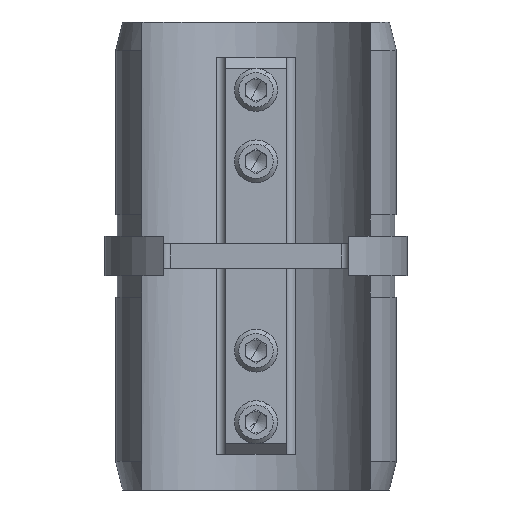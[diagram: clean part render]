
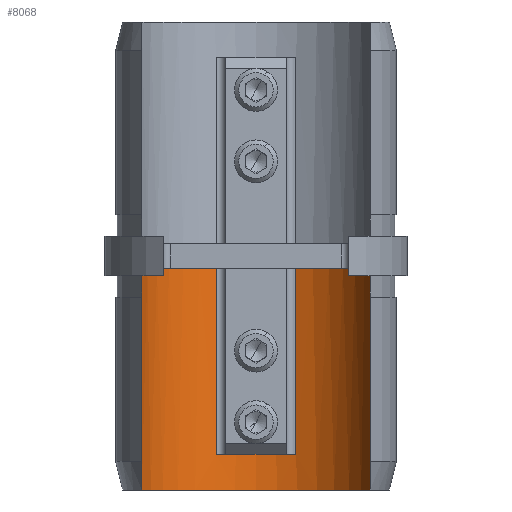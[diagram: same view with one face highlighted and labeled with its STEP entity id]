
A CAD part, front view. The second image highlights one B-rep face of the part: STEP entity #8068.
In plain terms, the highlighted cylindrical face has radius 17 mm (diameter 34 mm), a partial arc.
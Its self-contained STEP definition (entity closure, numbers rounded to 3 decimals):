
#34 = CARTESIAN_POINT ( 'NONE',  ( 0., 0., -1.7 ) ) ;
#226 = CARTESIAN_POINT ( 'NONE',  ( 0., 0., -1.7 ) ) ;
#365 = EDGE_CURVE ( 'NONE', #13380, #10861, #14120, .T. ) ;
#652 = CIRCLE ( 'NONE', #16689, 17. ) ;
#748 = CARTESIAN_POINT ( 'NONE',  ( 17., 0., -32.75 ) ) ;
#1323 = EDGE_CURVE ( 'NONE', #10861, #14779, #652, .T. ) ;
#1897 = CARTESIAN_POINT ( 'NONE',  ( -5.578, 16.059, -32.75 ) ) ;
#2058 = ORIENTED_EDGE ( 'NONE', *, *, #365, .F. ) ;
#2533 = CYLINDRICAL_SURFACE ( 'NONE', #7507, 17. ) ;
#2957 = VERTEX_POINT ( 'NONE', #748 ) ;
#3244 = DIRECTION ( 'NONE',  ( 1., 0., 0. ) ) ;
#3287 = VERTEX_POINT ( 'NONE', #8986 ) ;
#3364 = ORIENTED_EDGE ( 'NONE', *, *, #10069, .T. ) ;
#4233 = ORIENTED_EDGE ( 'NONE', *, *, #5493, .F. ) ;
#4743 = CARTESIAN_POINT ( 'NONE',  ( 0., 0., -27.75 ) ) ;
#4863 = DIRECTION ( 'NONE',  ( 0., 0., -1. ) ) ;
#4870 = CARTESIAN_POINT ( 'NONE',  ( 0., 0., -32.75 ) ) ;
#5147 = LINE ( 'NONE', #1897, #10361 ) ;
#5187 = DIRECTION ( 'NONE',  ( 0., 0., -1. ) ) ;
#5188 = VERTEX_POINT ( 'NONE', #13815 ) ;
#5493 = EDGE_CURVE ( 'NONE', #5188, #8571, #10293, .T. ) ;
#5507 = LINE ( 'NONE', #20353, #19970 ) ;
#6001 = DIRECTION ( 'NONE',  ( 0., 0., 1. ) ) ;
#6299 = EDGE_CURVE ( 'NONE', #17514, #13380, #19798, .T. ) ;
#6577 = DIRECTION ( 'NONE',  ( 1., 0., 0. ) ) ;
#6918 = LINE ( 'NONE', #8099, #16149 ) ;
#6959 = AXIS2_PLACEMENT_3D ( 'NONE', #4870, #11463, #3244 ) ;
#7507 = AXIS2_PLACEMENT_3D ( 'NONE', #10828, #20198, #17156 ) ;
#8068 = ADVANCED_FACE ( 'NONE', ( #9509 ), #2533, .F. ) ;
#8099 = CARTESIAN_POINT ( 'NONE',  ( 17., 0., -32.75 ) ) ;
#8571 = VERTEX_POINT ( 'NONE', #14864 ) ;
#8955 = ORIENTED_EDGE ( 'NONE', *, *, #1323, .F. ) ;
#8986 = CARTESIAN_POINT ( 'NONE',  ( -17., 0., -32.75 ) ) ;
#9187 = CARTESIAN_POINT ( 'NONE',  ( 5.578, 16.059, -32.75 ) ) ;
#9509 = FACE_OUTER_BOUND ( 'NONE', #20497, .T. ) ;
#9766 = DIRECTION ( 'NONE',  ( 0., 0., 1. ) ) ;
#9825 = EDGE_CURVE ( 'NONE', #3287, #5188, #5507, .T. ) ;
#10069 = EDGE_CURVE ( 'NONE', #3287, #2957, #15219, .T. ) ;
#10293 = CIRCLE ( 'NONE', #15028, 17. ) ;
#10361 = VECTOR ( 'NONE', #5187, 1000. ) ;
#10614 = AXIS2_PLACEMENT_3D ( 'NONE', #4743, #17500, #19112 ) ;
#10734 = ORIENTED_EDGE ( 'NONE', *, *, #9825, .F. ) ;
#10828 = CARTESIAN_POINT ( 'NONE',  ( 0., 0., -32.75 ) ) ;
#10861 = VERTEX_POINT ( 'NONE', #13192 ) ;
#11137 = CARTESIAN_POINT ( 'NONE',  ( 5.578, 16.059, -27.75 ) ) ;
#11463 = DIRECTION ( 'NONE',  ( 0., 0., -1. ) ) ;
#11574 = CARTESIAN_POINT ( 'NONE',  ( 17., 0., -1.7 ) ) ;
#12275 = ORIENTED_EDGE ( 'NONE', *, *, #12362, .T. ) ;
#12362 = EDGE_CURVE ( 'NONE', #2957, #14779, #6918, .T. ) ;
#12484 = ORIENTED_EDGE ( 'NONE', *, *, #6299, .F. ) ;
#12777 = ORIENTED_EDGE ( 'NONE', *, *, #13423, .F. ) ;
#13192 = CARTESIAN_POINT ( 'NONE',  ( 5.578, 16.059, -1.7 ) ) ;
#13380 = VERTEX_POINT ( 'NONE', #11137 ) ;
#13423 = EDGE_CURVE ( 'NONE', #8571, #17514, #5147, .T. ) ;
#13815 = CARTESIAN_POINT ( 'NONE',  ( -17., 0., -1.7 ) ) ;
#14120 = LINE ( 'NONE', #9187, #14630 ) ;
#14630 = VECTOR ( 'NONE', #20347, 1000. ) ;
#14779 = VERTEX_POINT ( 'NONE', #11574 ) ;
#14864 = CARTESIAN_POINT ( 'NONE',  ( -5.578, 16.059, -1.7 ) ) ;
#15028 = AXIS2_PLACEMENT_3D ( 'NONE', #34, #4863, #17635 ) ;
#15219 = CIRCLE ( 'NONE', #6959, 17. ) ;
#16136 = DIRECTION ( 'NONE',  ( 0., 0., -1. ) ) ;
#16149 = VECTOR ( 'NONE', #9766, 1000. ) ;
#16689 = AXIS2_PLACEMENT_3D ( 'NONE', #226, #16136, #6577 ) ;
#17156 = DIRECTION ( 'NONE',  ( -1., 0., 0. ) ) ;
#17500 = DIRECTION ( 'NONE',  ( 0., 0., -1. ) ) ;
#17514 = VERTEX_POINT ( 'NONE', #19916 ) ;
#17635 = DIRECTION ( 'NONE',  ( 1., 0., 0. ) ) ;
#19112 = DIRECTION ( 'NONE',  ( -1., 0., 0. ) ) ;
#19798 = CIRCLE ( 'NONE', #10614, 17. ) ;
#19916 = CARTESIAN_POINT ( 'NONE',  ( -5.578, 16.059, -27.75 ) ) ;
#19970 = VECTOR ( 'NONE', #6001, 1000. ) ;
#20198 = DIRECTION ( 'NONE',  ( 0., 0., 1. ) ) ;
#20347 = DIRECTION ( 'NONE',  ( 0., 0., 1. ) ) ;
#20353 = CARTESIAN_POINT ( 'NONE',  ( -17., 0., -32.75 ) ) ;
#20497 = EDGE_LOOP ( 'NONE', ( #3364, #12275, #8955, #2058, #12484, #12777, #4233, #10734 ) ) ;
